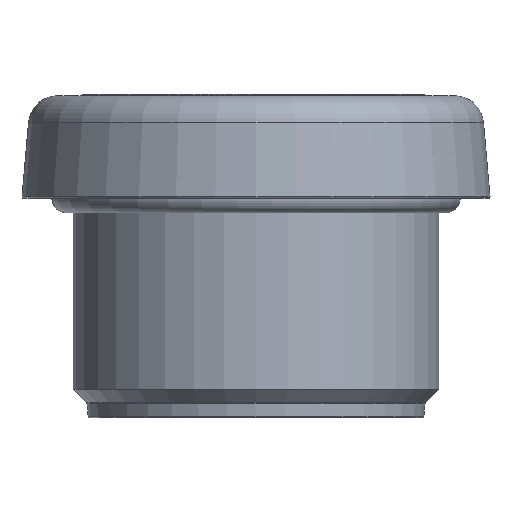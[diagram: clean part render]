
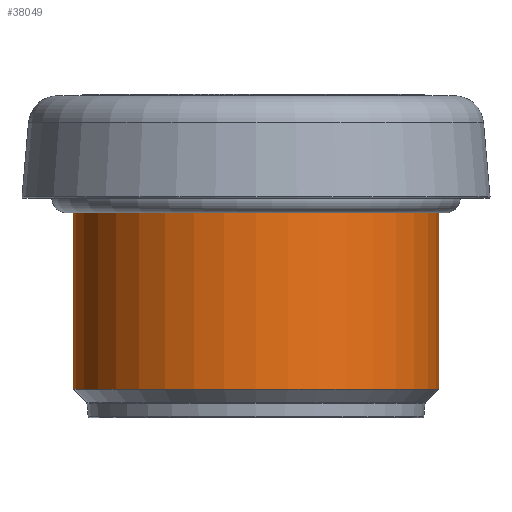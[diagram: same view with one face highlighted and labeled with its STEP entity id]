
A CAD part, front view. The second image highlights one B-rep face of the part: STEP entity #38049.
In plain terms, the highlighted cylindrical face has radius 12.484 mm (diameter 24.968 mm), a full revolution.
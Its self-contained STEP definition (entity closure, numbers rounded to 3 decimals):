
#2422=CIRCLE('',#39229,12.484);
#2423=CIRCLE('',#39230,12.484);
#2469=CIRCLE('',#39320,12.484);
#2470=CIRCLE('',#39321,12.484);
#2502=CYLINDRICAL_SURFACE('',#39322,12.484);
#4587=FACE_OUTER_BOUND('',#6673,.T.);
#6673=EDGE_LOOP('',(#33101,#33102,#33103,#33104,#33105,#33106));
#10266=LINE('',#66432,#13858);
#13858=VECTOR('',#45421,12.484);
#17314=VERTEX_POINT('',#66122);
#17315=VERTEX_POINT('',#66124);
#17352=VERTEX_POINT('',#66427);
#17353=VERTEX_POINT('',#66428);
#22524=EDGE_CURVE('',#17314,#17315,#2422,.T.);
#22525=EDGE_CURVE('',#17315,#17314,#2423,.T.);
#22602=EDGE_CURVE('',#17352,#17353,#2469,.T.);
#22603=EDGE_CURVE('',#17353,#17352,#2470,.T.);
#22604=EDGE_CURVE('',#17314,#17353,#10266,.T.);
#33101=ORIENTED_EDGE('',*,*,#22525,.F.);
#33102=ORIENTED_EDGE('',*,*,#22524,.F.);
#33103=ORIENTED_EDGE('',*,*,#22604,.T.);
#33104=ORIENTED_EDGE('',*,*,#22603,.T.);
#33105=ORIENTED_EDGE('',*,*,#22602,.T.);
#33106=ORIENTED_EDGE('',*,*,#22604,.F.);
#38049=ADVANCED_FACE('',(#4587),#2502,.T.);
#39229=AXIS2_PLACEMENT_3D('',#66125,#45208,#45209);
#39230=AXIS2_PLACEMENT_3D('',#66126,#45210,#45211);
#39320=AXIS2_PLACEMENT_3D('',#66429,#45415,#45416);
#39321=AXIS2_PLACEMENT_3D('',#66430,#45417,#45418);
#39322=AXIS2_PLACEMENT_3D('',#66431,#45419,#45420);
#45208=DIRECTION('center_axis',(0.,0.,-1.));
#45209=DIRECTION('ref_axis',(1.,0.,0.));
#45210=DIRECTION('center_axis',(0.,0.,-1.));
#45211=DIRECTION('ref_axis',(1.,0.,0.));
#45415=DIRECTION('center_axis',(0.,0.,-1.));
#45416=DIRECTION('ref_axis',(1.,0.,0.));
#45417=DIRECTION('center_axis',(0.,0.,-1.));
#45418=DIRECTION('ref_axis',(1.,0.,0.));
#45419=DIRECTION('center_axis',(0.,0.,-1.));
#45420=DIRECTION('ref_axis',(0.,1.,0.));
#45421=DIRECTION('',(0.,0.,1.));
#66122=CARTESIAN_POINT('',(0.,-12.484,-9.563));
#66124=CARTESIAN_POINT('',(0.,12.484,-9.563));
#66125=CARTESIAN_POINT('Origin',(0.,0.,-9.563));
#66126=CARTESIAN_POINT('Origin',(0.,0.,-9.563));
#66427=CARTESIAN_POINT('',(0.,12.484,3.5));
#66428=CARTESIAN_POINT('',(0.,-12.484,3.5));
#66429=CARTESIAN_POINT('Origin',(0.,0.,3.5));
#66430=CARTESIAN_POINT('Origin',(0.,0.,3.5));
#66431=CARTESIAN_POINT('Origin',(0.,0.,-3.032));
#66432=CARTESIAN_POINT('',(0.,-12.484,-3.032));
